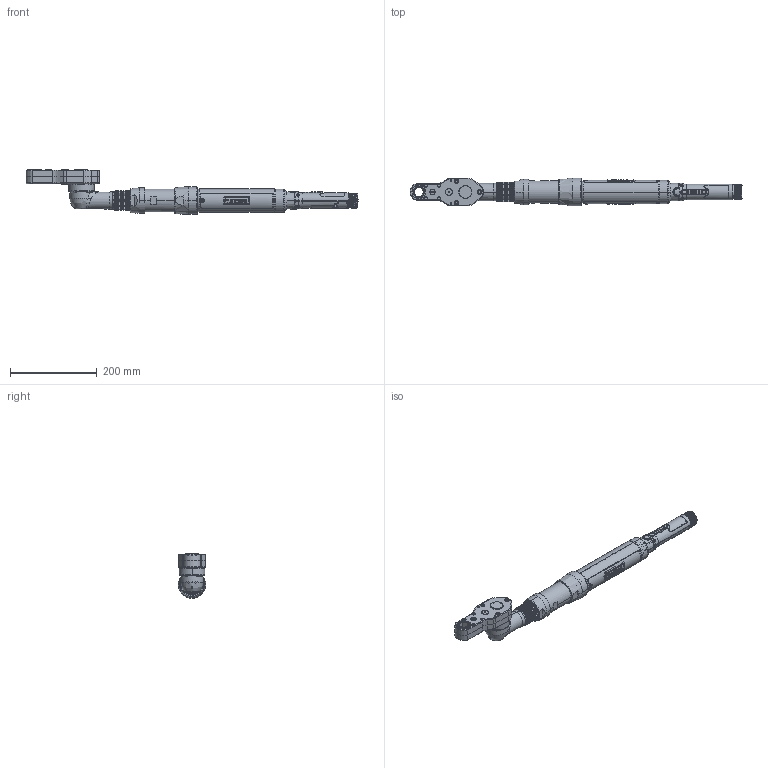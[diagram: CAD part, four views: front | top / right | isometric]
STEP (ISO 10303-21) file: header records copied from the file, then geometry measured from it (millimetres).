
FILE_DESCRIPTION((''),'2;1');
FILE_NAME('SHRINK_SW0001','2021-03-01T14:38:42',('EJF1116'),(''),'CREO PARAMETRIC BY PTC INC, 2017380','CREO PARAMETRIC BY PTC INC, 2017380','');
FILE_SCHEMA(('CONFIG_CONTROL_DESIGN'));
Products named in the file (1): SHRINK_SW0001
Bounding box: 763.66 x 63.5 x 103.19 mm (x, y, z)
Surface area: 285926.8 mm2 (no closed solid volume)
Topology: 0 solids, 164 shells, 2032 faces, 8471 edges, 6374 vertices
Faces by surface type: cylinder 695, plane 494, bspline 361, cone 188, torus 173, extrusion 107, sphere 14
Entity records: 134840 total; most frequent: CARTESIAN_POINT 73086, ORIENTED_EDGE 12159, DIRECTION 10787, EDGE_CURVE 8457, VERTEX_POINT 6374, AXIS2_PLACEMENT_3D 3761, VECTOR 3265, B_SPLINE_CURVE_WITH_KNOTS 3209
